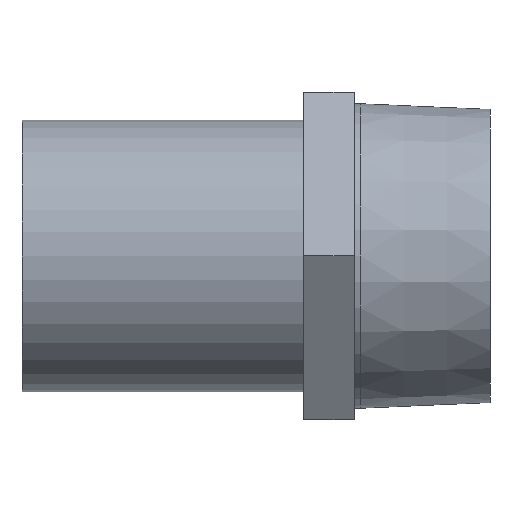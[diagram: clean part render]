
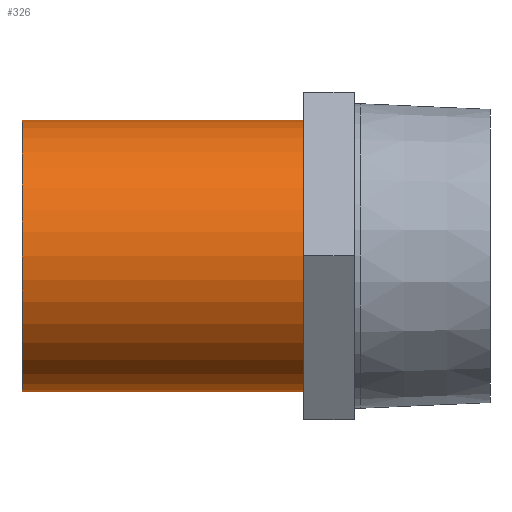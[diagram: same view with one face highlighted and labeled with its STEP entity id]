
A CAD part, left-side view. The second image highlights one B-rep face of the part: STEP entity #326.
In plain terms, the highlighted cylindrical face has radius 27 mm (diameter 54 mm), a full revolution.
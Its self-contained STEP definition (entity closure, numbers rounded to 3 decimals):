
#23=CYLINDRICAL_SURFACE('',#351,27.);
#28=CIRCLE('',#348,27.);
#30=CIRCLE('',#352,27.);
#75=ORIENTED_EDGE('',*,*,#105,.T.);
#76=ORIENTED_EDGE('',*,*,#103,.T.);
#103=EDGE_CURVE('',#122,#122,#28,.T.);
#105=EDGE_CURVE('',#124,#124,#30,.T.);
#122=VERTEX_POINT('',#467);
#124=VERTEX_POINT('',#473);
#177=EDGE_LOOP('',(#75));
#178=EDGE_LOOP('',(#76));
#199=FACE_BOUND('',#177,.T.);
#200=FACE_BOUND('',#178,.T.);
#326=ADVANCED_FACE('',(#199,#200),#23,.T.);
#348=AXIS2_PLACEMENT_3D('',#466,#403,#404);
#351=AXIS2_PLACEMENT_3D('',#471,#409,#410);
#352=AXIS2_PLACEMENT_3D('',#472,#411,#412);
#403=DIRECTION('',(0.,1.,0.));
#404=DIRECTION('',(0.,0.,1.));
#409=DIRECTION('',(0.,-1.,0.));
#410=DIRECTION('',(0.,0.,-1.));
#411=DIRECTION('',(0.,-1.,0.));
#412=DIRECTION('',(0.,0.,-1.));
#466=CARTESIAN_POINT('',(0.,10.,0.));
#467=CARTESIAN_POINT('',(0.,10.,27.));
#471=CARTESIAN_POINT('',(0.,15.,0.));
#472=CARTESIAN_POINT('',(0.,66.,0.));
#473=CARTESIAN_POINT('',(0.,66.,-27.));
